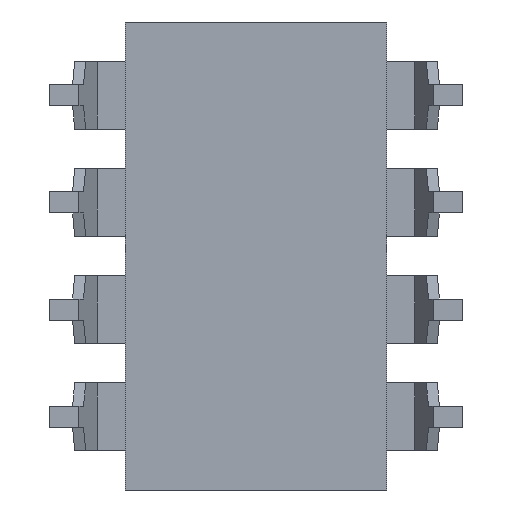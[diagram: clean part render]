
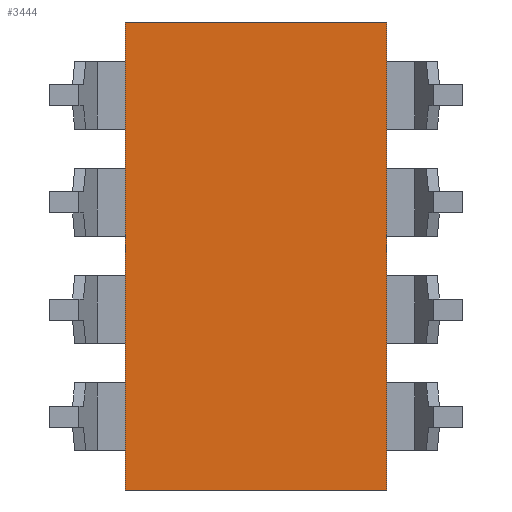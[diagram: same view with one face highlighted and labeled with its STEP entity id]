
A CAD part, front view. The second image highlights one B-rep face of the part: STEP entity #3444.
In plain terms, the highlighted planar face has unit normal (0, -1, 0).
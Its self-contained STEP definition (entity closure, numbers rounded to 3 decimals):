
#117 = AXIS2_PLACEMENT_3D ( 'NONE', #3896, #3876, #3119 ) ;
#230 = CARTESIAN_POINT ( 'NONE',  ( 3.1, 0.7, 5.55 ) ) ;
#258 = VERTEX_POINT ( 'NONE', #1411 ) ;
#439 = ORIENTED_EDGE ( 'NONE', *, *, #2878, .F. ) ;
#512 = VECTOR ( 'NONE', #4445, 1000. ) ;
#711 = ORIENTED_EDGE ( 'NONE', *, *, #4152, .F. ) ;
#802 = DIRECTION ( 'NONE',  ( 0., 0., -1. ) ) ;
#905 = PLANE ( 'NONE',  #117 ) ;
#968 = VECTOR ( 'NONE', #2784, 1000. ) ;
#1066 = DIRECTION ( 'NONE',  ( -1., 0., 0. ) ) ;
#1150 = CARTESIAN_POINT ( 'NONE',  ( 3.1, 0.7, -5.55 ) ) ;
#1349 = CARTESIAN_POINT ( 'NONE',  ( -3.1, 0.7, -5.55 ) ) ;
#1411 = CARTESIAN_POINT ( 'NONE',  ( 3.1, 0.7, -5.55 ) ) ;
#1419 = CARTESIAN_POINT ( 'NONE',  ( 3.1, 0.7, -5.55 ) ) ;
#1524 = LINE ( 'NONE', #1150, #4580 ) ;
#1891 = EDGE_LOOP ( 'NONE', ( #2846, #2384, #439, #711 ) ) ;
#2384 = ORIENTED_EDGE ( 'NONE', *, *, #3389, .F. ) ;
#2614 = CARTESIAN_POINT ( 'NONE',  ( -3.1, 0.7, 5.55 ) ) ;
#2775 = FACE_OUTER_BOUND ( 'NONE', #1891, .T. ) ;
#2784 = DIRECTION ( 'NONE',  ( 0., 0., 1. ) ) ;
#2846 = ORIENTED_EDGE ( 'NONE', *, *, #3267, .F. ) ;
#2878 = EDGE_CURVE ( 'NONE', #3078, #4167, #4391, .T. ) ;
#2967 = LINE ( 'NONE', #1419, #4658 ) ;
#3078 = VERTEX_POINT ( 'NONE', #2614 ) ;
#3119 = DIRECTION ( 'NONE',  ( 0., 0., 1. ) ) ;
#3153 = LINE ( 'NONE', #1349, #968 ) ;
#3245 = CARTESIAN_POINT ( 'NONE',  ( 3.1, 0.7, 5.55 ) ) ;
#3267 = EDGE_CURVE ( 'NONE', #258, #4528, #2967, .T. ) ;
#3389 = EDGE_CURVE ( 'NONE', #4167, #258, #1524, .T. ) ;
#3444 = ADVANCED_FACE ( 'NONE', ( #2775 ), #905, .F. ) ;
#3876 = DIRECTION ( 'NONE',  ( 0., 1., 0. ) ) ;
#3896 = CARTESIAN_POINT ( 'NONE',  ( -3.1, 0.7, -5.55 ) ) ;
#4152 = EDGE_CURVE ( 'NONE', #4528, #3078, #3153, .T. ) ;
#4167 = VERTEX_POINT ( 'NONE', #230 ) ;
#4391 = LINE ( 'NONE', #3245, #512 ) ;
#4445 = DIRECTION ( 'NONE',  ( 1., 0., 0. ) ) ;
#4528 = VERTEX_POINT ( 'NONE', #4578 ) ;
#4578 = CARTESIAN_POINT ( 'NONE',  ( -3.1, 0.7, -5.55 ) ) ;
#4580 = VECTOR ( 'NONE', #802, 1000. ) ;
#4658 = VECTOR ( 'NONE', #1066, 1000. ) ;
